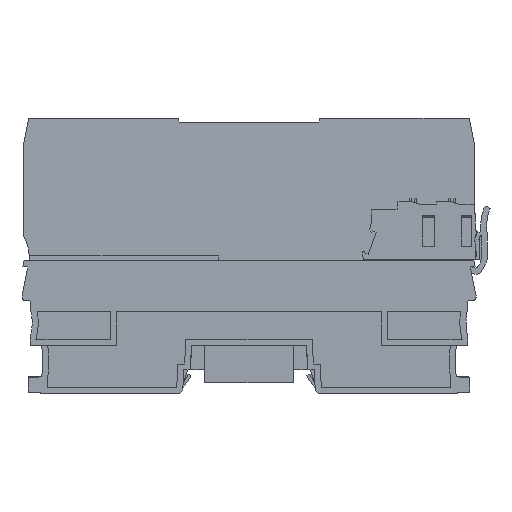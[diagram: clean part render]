
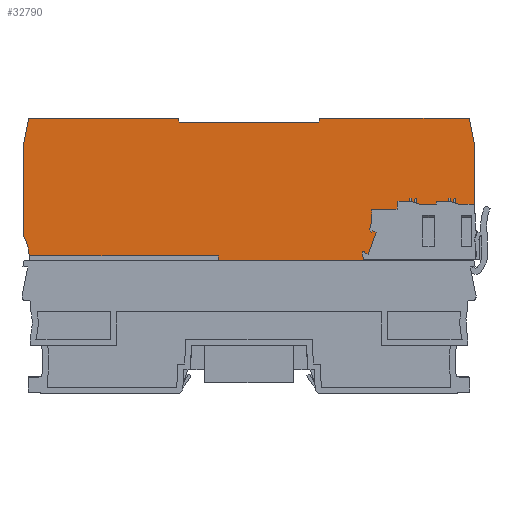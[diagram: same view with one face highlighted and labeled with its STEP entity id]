
A CAD part, left-side view. The second image highlights one B-rep face of the part: STEP entity #32790.
In plain terms, the highlighted face is planar.
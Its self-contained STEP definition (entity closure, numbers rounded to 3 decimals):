
#1466=ELLIPSE('',#34829,11.753,11.752);
#1467=ELLIPSE('',#34831,11.753,11.752);
#3347=VERTEX_POINT('',#47562);
#3348=VERTEX_POINT('',#47564);
#3351=VERTEX_POINT('',#47570);
#3352=VERTEX_POINT('',#47572);
#3461=VERTEX_POINT('',#47907);
#3470=VERTEX_POINT('',#47927);
#3552=VERTEX_POINT('',#48179);
#3553=VERTEX_POINT('',#48181);
#3570=VERTEX_POINT('',#48229);
#3599=VERTEX_POINT('',#48288);
#3615=VERTEX_POINT('',#48369);
#3616=VERTEX_POINT('',#48372);
#3617=VERTEX_POINT('',#48374);
#3618=VERTEX_POINT('',#48376);
#3619=VERTEX_POINT('',#48378);
#3620=VERTEX_POINT('',#48380);
#6996=VECTOR('',#39285,1.);
#7000=VECTOR('',#39289,1.);
#7161=VECTOR('',#39515,1.);
#7171=VECTOR('',#39526,1.);
#7295=VECTOR('',#39693,1.);
#7298=VECTOR('',#39698,1.);
#7351=VECTOR('',#39759,1.);
#7381=VECTOR('',#39837,1.);
#7382=VECTOR('',#39838,1.);
#7383=VECTOR('',#39839,1.);
#7384=VECTOR('',#39840,1.);
#7385=VECTOR('',#39841,1.);
#7386=VECTOR('',#39842,1.);
#7387=VECTOR('',#39843,1.);
#11332=LINE('',#47563,#6996);
#11336=LINE('',#47571,#7000);
#11497=LINE('',#47906,#7161);
#11507=LINE('',#47926,#7171);
#11631=LINE('',#48175,#7295);
#11634=LINE('',#48182,#7298);
#11687=LINE('',#48289,#7351);
#11717=LINE('',#48368,#7381);
#11718=LINE('',#48370,#7382);
#11719=LINE('',#48371,#7383);
#11720=LINE('',#48373,#7384);
#11721=LINE('',#48375,#7385);
#11722=LINE('',#48377,#7386);
#11723=LINE('',#48379,#7387);
#15936=EDGE_CURVE('',#3348,#3347,#11332,.T.);
#15940=EDGE_CURVE('',#3352,#3351,#11336,.T.);
#16101=EDGE_CURVE('',#3348,#3461,#11497,.T.);
#16111=EDGE_CURVE('',#3461,#3470,#11507,.T.);
#16235=EDGE_CURVE('',#3470,#3351,#11631,.F.);
#16238=EDGE_CURVE('',#3553,#3552,#11634,.T.);
#16291=EDGE_CURVE('',#3570,#3599,#11687,.T.);
#16329=EDGE_CURVE('',#3347,#3570,#1466,.F.);
#16330=EDGE_CURVE('',#3599,#3615,#11717,.F.);
#16331=EDGE_CURVE('',#3615,#3552,#11718,.F.);
#16332=EDGE_CURVE('',#3616,#3553,#11719,.F.);
#16333=EDGE_CURVE('',#3617,#3616,#11720,.F.);
#16334=EDGE_CURVE('',#3618,#3617,#11721,.F.);
#16335=EDGE_CURVE('',#3619,#3618,#11722,.F.);
#16336=EDGE_CURVE('',#3620,#3619,#11723,.F.);
#16337=EDGE_CURVE('',#3620,#3352,#1467,.T.);
#23696=ORIENTED_EDGE('',*,*,#16291,.T.);
#23697=ORIENTED_EDGE('',*,*,#16330,.T.);
#23698=ORIENTED_EDGE('',*,*,#16331,.T.);
#23699=ORIENTED_EDGE('',*,*,#16238,.F.);
#23700=ORIENTED_EDGE('',*,*,#16332,.F.);
#23701=ORIENTED_EDGE('',*,*,#16333,.F.);
#23702=ORIENTED_EDGE('',*,*,#16334,.F.);
#23703=ORIENTED_EDGE('',*,*,#16335,.F.);
#23704=ORIENTED_EDGE('',*,*,#16336,.F.);
#23705=ORIENTED_EDGE('',*,*,#16337,.T.);
#23706=ORIENTED_EDGE('',*,*,#15940,.T.);
#23707=ORIENTED_EDGE('',*,*,#16235,.F.);
#23708=ORIENTED_EDGE('',*,*,#16111,.F.);
#23709=ORIENTED_EDGE('',*,*,#16101,.F.);
#23710=ORIENTED_EDGE('',*,*,#15936,.T.);
#23711=ORIENTED_EDGE('',*,*,#16329,.T.);
#28960=EDGE_LOOP('',(#23696,#23697,#23698,#23699,#23700,#23701,#23702,#23703,
#23704,#23705,#23706,#23707,#23708,#23709,#23710,#23711));
#30935=FACE_BOUND('',#28960,.T.);
#32790=ADVANCED_FACE('',(#30935),#53312,.F.);
#34829=AXIS2_PLACEMENT_3D('',#48366,#39834,#39835);
#34830=AXIS2_PLACEMENT_3D('',#48367,#39836,$);
#34831=AXIS2_PLACEMENT_3D('',#48381,#39844,#39845);
#39285=DIRECTION('',(-1.,0.,0.));
#39289=DIRECTION('',(-1.,0.,0.));
#39515=DIRECTION('',(0.191,0.982,0.009));
#39526=DIRECTION('',(1.,0.,0.));
#39693=DIRECTION('',(-0.191,0.982,0.009));
#39698=DIRECTION('',(-0.122,0.993,0.009));
#39759=DIRECTION('',(0.,1.,0.009));
#39834=DIRECTION('',(0.,0.009,-1.));
#39835=DIRECTION('',(0.,-11.752,-0.103));
#39836=DIRECTION('',(0.,-0.009,1.));
#39837=DIRECTION('',(-0.196,-0.981,-0.009));
#39838=DIRECTION('',(-1.,0.,0.));
#39839=DIRECTION('',(1.,0.,0.));
#39840=DIRECTION('',(0.122,0.993,0.009));
#39841=DIRECTION('',(1.,0.,0.));
#39842=DIRECTION('',(0.196,-0.981,-0.009));
#39843=DIRECTION('',(0.,-1.,-0.009));
#39844=DIRECTION('',(0.,-0.009,1.));
#39845=DIRECTION('',(0.,11.752,0.103));
#47562=CARTESIAN_POINT('',(42.315,91.05,390.869));
#47563=CARTESIAN_POINT('',(75.957,91.05,390.869));
#47564=CARTESIAN_POINT('',(109.732,91.05,390.869));
#47570=CARTESIAN_POINT('',(160.932,91.05,390.869));
#47571=CARTESIAN_POINT('',(75.957,91.05,390.869));
#47572=CARTESIAN_POINT('',(160.947,91.05,390.869));
#47906=CARTESIAN_POINT('',(108.271,83.53,390.803));
#47907=CARTESIAN_POINT('',(109.985,92.35,390.88));
#47926=CARTESIAN_POINT('',(72.869,92.35,390.88));
#47927=CARTESIAN_POINT('',(160.68,92.35,390.88));
#48175=CARTESIAN_POINT('',(159.073,100.616,390.953));
#48179=CARTESIAN_POINT('',(82.675,129.45,391.204));
#48181=CARTESIAN_POINT('',(82.797,128.45,391.196));
#48182=CARTESIAN_POINT('',(86.315,99.803,390.946));
#48229=CARTESIAN_POINT('',(40.931,97.694,390.927));
#48288=CARTESIAN_POINT('',(40.931,122.888,391.147));
#48289=CARTESIAN_POINT('',(40.931,93.165,390.888));
#48366=CARTESIAN_POINT('',(30.608,92.078,390.878));
#48367=CARTESIAN_POINT('',(44.106,88.1,390.843));
#48368=CARTESIAN_POINT('',(37.686,106.646,391.005));
#48369=CARTESIAN_POINT('',(42.242,129.45,391.204));
#48370=CARTESIAN_POINT('',(98.094,129.45,391.204));
#48371=CARTESIAN_POINT('',(67.882,128.45,391.196));
#48372=CARTESIAN_POINT('',(120.467,128.45,391.196));
#48373=CARTESIAN_POINT('',(116.092,92.815,390.885));
#48374=CARTESIAN_POINT('',(120.59,129.45,391.204));
#48375=CARTESIAN_POINT('',(47.644,129.45,391.204));
#48376=CARTESIAN_POINT('',(161.032,129.45,391.204));
#48377=CARTESIAN_POINT('',(163.375,117.727,391.102));
#48378=CARTESIAN_POINT('',(162.332,122.944,391.147));
#48379=CARTESIAN_POINT('',(162.332,93.306,390.889));
#48380=CARTESIAN_POINT('',(162.332,97.696,390.927));
#48381=CARTESIAN_POINT('',(172.655,92.078,390.878));
#53312=PLANE('',#34830);
